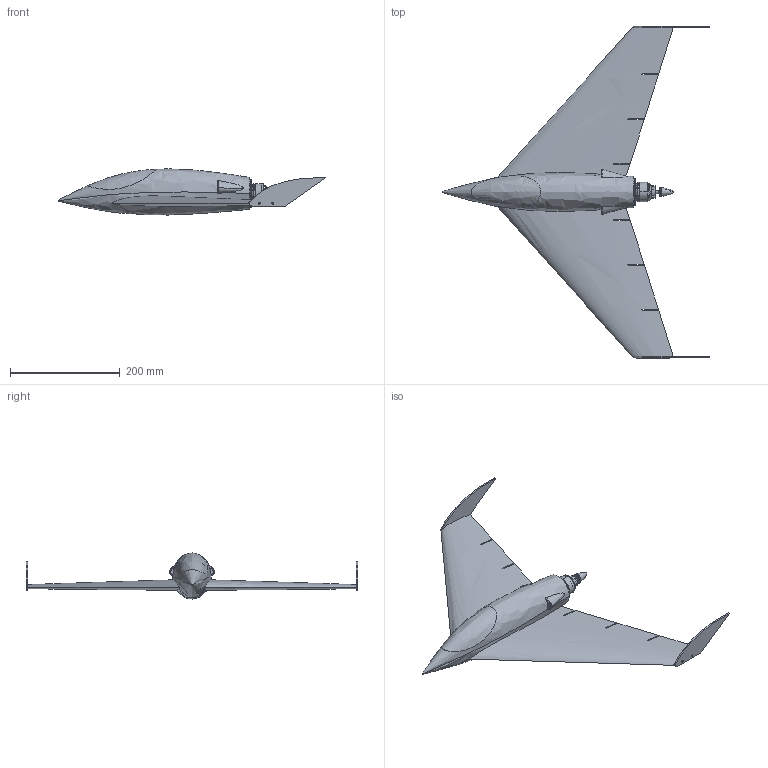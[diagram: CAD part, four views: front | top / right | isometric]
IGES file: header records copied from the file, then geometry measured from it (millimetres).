
Start section:  * IGES Dump file written on 21 June 2013  *  * IGES Dump file:  * aircraft_rep3_1bod_prep2_cf  * .igs  *  * Created from part:  * EXP1  *  * Contained in model:  * aircraft_rep3_1bod_prep1_cf  *
Global section: file name: filename_too_long.igs; native system: CADfix; preprocessor:  9.0/18561; date: 20130621.172557; units: millimetre
Bounding box: 488.72 x 606 x 84.12 mm (x, y, z)
Volume: 1962340.9 mm3; surface area: 266350.1 mm2
Topology: 1 solids, 1 shells, 1656 faces, 3802 edges, 2164 vertices
Faces by surface type: bspline 1656
